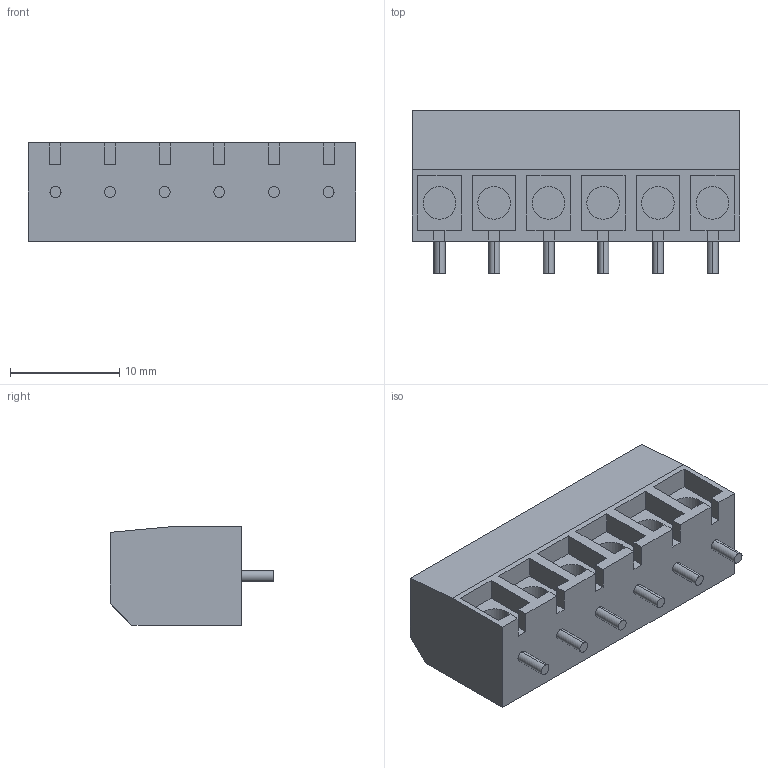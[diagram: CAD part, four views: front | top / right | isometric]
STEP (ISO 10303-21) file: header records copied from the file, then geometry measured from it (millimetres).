
FILE_DESCRIPTION (( 'STEP AP214' ), '1' );
FILE_NAME ('Pieza4.4.STEP', '2020-06-03T17:46:36', ( 'Anderson' ), ( '' ), 'SwSTEP 2.0', 'SolidWorks 2019', '' );
FILE_SCHEMA (( 'AUTOMOTIVE_DESIGN' ));
Length unit declared in the file: millimetre
Products named in the file (1): Pieza4.4
Bounding box: 30 x 15 x 9 mm (x, y, z)
Volume: 2750.1 mm3; surface area: 2109.5 mm2
Topology: 1 solids, 1 shells, 187 faces, 466 edges, 304 vertices
Faces by surface type: plane 139, cylinder 48
Entity records: 6712 total; most frequent: CARTESIAN_POINT 1276, ORIENTED_EDGE 932, DIRECTION 890, EDGE_CURVE 466, VECTOR 334, LINE 334, VERTEX_POINT 304, AXIS2_PLACEMENT_3D 278
